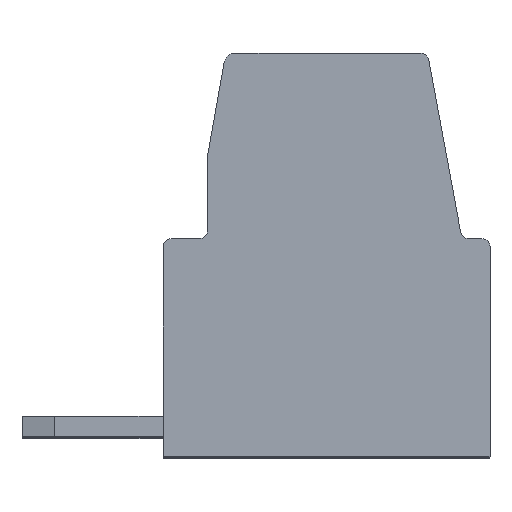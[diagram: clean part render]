
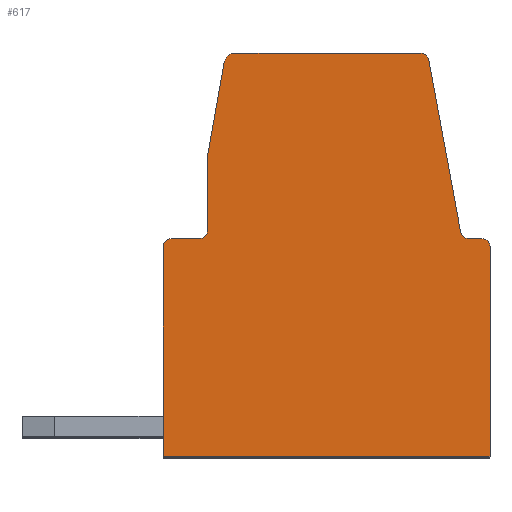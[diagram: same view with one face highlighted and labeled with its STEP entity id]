
A CAD part, top view. The second image highlights one B-rep face of the part: STEP entity #617.
In plain terms, the highlighted planar face has unit normal (0, 0, 1).
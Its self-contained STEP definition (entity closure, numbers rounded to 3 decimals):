
#617 = ADVANCED_FACE( '', ( #1204 ), #1205, .F. );
#1204 = FACE_OUTER_BOUND( '', #1778, .T. );
#1205 = PLANE( '', #1779 );
#1778 = EDGE_LOOP( '', ( #3382, #3383, #3384, #3385, #3386, #3387, #3388, #3389, #3390, #3391, #3392, #3393, #3394, #3395, #3396 ) );
#1779 = AXIS2_PLACEMENT_3D( '', #3397, #3398, #3399 );
#3382 = ORIENTED_EDGE( '', *, *, #3808, .T. );
#3383 = ORIENTED_EDGE( '', *, *, #4001, .T. );
#3384 = ORIENTED_EDGE( '', *, *, #4057, .F. );
#3385 = ORIENTED_EDGE( '', *, *, #4046, .T. );
#3386 = ORIENTED_EDGE( '', *, *, #4097, .T. );
#3387 = ORIENTED_EDGE( '', *, *, #4020, .T. );
#3388 = ORIENTED_EDGE( '', *, *, #4148, .T. );
#3389 = ORIENTED_EDGE( '', *, *, #4037, .T. );
#3390 = ORIENTED_EDGE( '', *, *, #3615, .F. );
#3391 = ORIENTED_EDGE( '', *, *, #3839, .T. );
#3392 = ORIENTED_EDGE( '', *, *, #3858, .F. );
#3393 = ORIENTED_EDGE( '', *, *, #3823, .T. );
#3394 = ORIENTED_EDGE( '', *, *, #3702, .T. );
#3395 = ORIENTED_EDGE( '', *, *, #4161, .F. );
#3396 = ORIENTED_EDGE( '', *, *, #4277, .F. );
#3397 = CARTESIAN_POINT( '', ( 0.81, -4.4, 0. ) );
#3398 = DIRECTION( '', ( 0., 0., -1. ) );
#3399 = DIRECTION( '', ( 0., 1., 0. ) );
#3615 = EDGE_CURVE( '', #4322, #4324, #4325, .T. );
#3702 = EDGE_CURVE( '', #4484, #4488, #4490, .T. );
#3808 = EDGE_CURVE( '', #4664, #4662, #4665, .T. );
#3823 = EDGE_CURVE( '', #4688, #4484, #4689, .T. );
#3839 = EDGE_CURVE( '', #4322, #4714, #4716, .T. );
#3858 = EDGE_CURVE( '', #4688, #4714, #4747, .T. );
#4001 = EDGE_CURVE( '', #4662, #4960, #4962, .T. );
#4020 = EDGE_CURVE( '', #4985, #4986, #4987, .T. );
#4037 = EDGE_CURVE( '', #5011, #4324, #5012, .T. );
#4046 = EDGE_CURVE( '', #5026, #5024, #5027, .T. );
#4057 = EDGE_CURVE( '', #5026, #4960, #5040, .T. );
#4097 = EDGE_CURVE( '', #5024, #4985, #5092, .T. );
#4148 = EDGE_CURVE( '', #4986, #5011, #5158, .T. );
#4161 = EDGE_CURVE( '', #5175, #4488, #5177, .T. );
#4277 = EDGE_CURVE( '', #4664, #5175, #5315, .T. );
#4322 = VERTEX_POINT( '', #5368 );
#4324 = VERTEX_POINT( '', #5371 );
#4325 = CIRCLE( '', #5372, 0.2 );
#4484 = VERTEX_POINT( '', #5594 );
#4488 = VERTEX_POINT( '', #5599 );
#4490 = CIRCLE( '', #5602, 0.2 );
#4662 = VERTEX_POINT( '', #5855 );
#4664 = VERTEX_POINT( '', #5858 );
#4665 = LINE( '', #5859, #5860 );
#4688 = VERTEX_POINT( '', #5893 );
#4689 = LINE( '', #5894, #5895 );
#4714 = VERTEX_POINT( '', #5931 );
#4716 = LINE( '', #5934, #5935 );
#4747 = CIRCLE( '', #5979, 0.2 );
#4960 = VERTEX_POINT( '', #6287 );
#4962 = LINE( '', #6290, #6291 );
#4985 = VERTEX_POINT( '', #6324 );
#4986 = VERTEX_POINT( '', #6325 );
#4987 = LINE( '', #6326, #6327 );
#5011 = VERTEX_POINT( '', #6364 );
#5012 = LINE( '', #6365, #6366 );
#5024 = VERTEX_POINT( '', #6383 );
#5026 = VERTEX_POINT( '', #6386 );
#5027 = LINE( '', #6387, #6388 );
#5040 = CIRCLE( '', #6408, 0.2 );
#5092 = CIRCLE( '', #6476, 0.2 );
#5158 = LINE( '', #6567, #6568 );
#5175 = VERTEX_POINT( '', #6591 );
#5177 = LINE( '', #6594, #6595 );
#5315 = CIRCLE( '', #6800, 0.3 );
#5368 = CARTESIAN_POINT( '', ( -0.2, 5.4, 0. ) );
#5371 = CARTESIAN_POINT( '', ( 0., 5.2, 0. ) );
#5372 = AXIS2_PLACEMENT_3D( '', #6838, #6839, #6840 );
#5594 = CARTESIAN_POINT( '', ( -1.52, 9.836, 0. ) );
#5599 = CARTESIAN_POINT( '', ( -1.716, 10., 0. ) );
#5602 = AXIS2_PLACEMENT_3D( '', #6948, #6949, #6950 );
#5855 = CARTESIAN_POINT( '', ( -7., 7.448, 0. ) );
#5858 = CARTESIAN_POINT( '', ( -6.594, 9.752, 0. ) );
#5859 = CARTESIAN_POINT( '', ( -11.564, -18.438, 0. ) );
#5860 = VECTOR( '', #7036, 1000. );
#5893 = CARTESIAN_POINT( '', ( -0.728, 5.564, 0. ) );
#5894 = CARTESIAN_POINT( '', ( 3.721, -18.438, 0. ) );
#5895 = VECTOR( '', #7047, 1000. );
#5931 = CARTESIAN_POINT( '', ( -0.531, 5.4, 0. ) );
#5934 = CARTESIAN_POINT( '', ( -16.414, 5.4, 0. ) );
#5935 = VECTOR( '', #7060, 1000. );
#5979 = AXIS2_PLACEMENT_3D( '', #7074, #7075, #7076 );
#6287 = CARTESIAN_POINT( '', ( -7., 5.6, 0. ) );
#6290 = CARTESIAN_POINT( '', ( -7., -18.438, 0. ) );
#6291 = VECTOR( '', #7218, 1000. );
#6324 = CARTESIAN_POINT( '', ( -8.1, 5.2, 0. ) );
#6325 = CARTESIAN_POINT( '', ( -8.1, 0., 0. ) );
#6326 = CARTESIAN_POINT( '', ( -8.1, -18.438, 0. ) );
#6327 = VECTOR( '', #7235, 1000. );
#6364 = CARTESIAN_POINT( '', ( 0., 0., 0. ) );
#6365 = CARTESIAN_POINT( '', ( 0., -18.438, 0. ) );
#6366 = VECTOR( '', #7249, 1000. );
#6383 = CARTESIAN_POINT( '', ( -7.9, 5.4, 0. ) );
#6386 = CARTESIAN_POINT( '', ( -7.2, 5.4, 0. ) );
#6387 = CARTESIAN_POINT( '', ( -16.414, 5.4, 0. ) );
#6388 = VECTOR( '', #7256, 1000. );
#6408 = AXIS2_PLACEMENT_3D( '', #7264, #7265, #7266 );
#6476 = AXIS2_PLACEMENT_3D( '', #7316, #7317, #7318 );
#6567 = CARTESIAN_POINT( '', ( -16.414, 0., 0. ) );
#6568 = VECTOR( '', #7368, 1000. );
#6591 = CARTESIAN_POINT( '', ( -6.298, 10., 0. ) );
#6594 = CARTESIAN_POINT( '', ( -16.414, 10., 0. ) );
#6595 = VECTOR( '', #7382, 1000. );
#6800 = AXIS2_PLACEMENT_3D( '', #7459, #7460, #7461 );
#6838 = CARTESIAN_POINT( '', ( -0.2, 5.2, 0. ) );
#6839 = DIRECTION( '', ( 0., 0., -1. ) );
#6840 = DIRECTION( '', ( -1., 0., 0. ) );
#6948 = CARTESIAN_POINT( '', ( -1.716, 9.8, 0. ) );
#6949 = DIRECTION( '', ( 0., 0., 1. ) );
#6950 = DIRECTION( '', ( 1., 0., 0. ) );
#7036 = DIRECTION( '', ( -0.174, -0.985, 0. ) );
#7047 = DIRECTION( '', ( -0.182, 0.983, 0. ) );
#7060 = DIRECTION( '', ( -1., 0., 0. ) );
#7074 = CARTESIAN_POINT( '', ( -0.531, 5.6, 0. ) );
#7075 = DIRECTION( '', ( 0., 0., 1. ) );
#7076 = DIRECTION( '', ( 1., 0., 0. ) );
#7218 = DIRECTION( '', ( 0., -1., 0. ) );
#7235 = DIRECTION( '', ( 0., -1., 0. ) );
#7249 = DIRECTION( '', ( 0., 1., 0. ) );
#7256 = DIRECTION( '', ( -1., 0., 0. ) );
#7264 = CARTESIAN_POINT( '', ( -7.2, 5.6, 0. ) );
#7265 = DIRECTION( '', ( 0., 0., 1. ) );
#7266 = DIRECTION( '', ( 1., 0., 0. ) );
#7316 = CARTESIAN_POINT( '', ( -7.9, 5.2, 0. ) );
#7317 = DIRECTION( '', ( 0., 0., 1. ) );
#7318 = DIRECTION( '', ( 1., 0., 0. ) );
#7368 = DIRECTION( '', ( 1., 0., 0. ) );
#7382 = DIRECTION( '', ( 1., 0., 0. ) );
#7459 = CARTESIAN_POINT( '', ( -6.298, 9.7, 0. ) );
#7460 = DIRECTION( '', ( 0., 0., -1. ) );
#7461 = DIRECTION( '', ( -1., 0., 0. ) );
